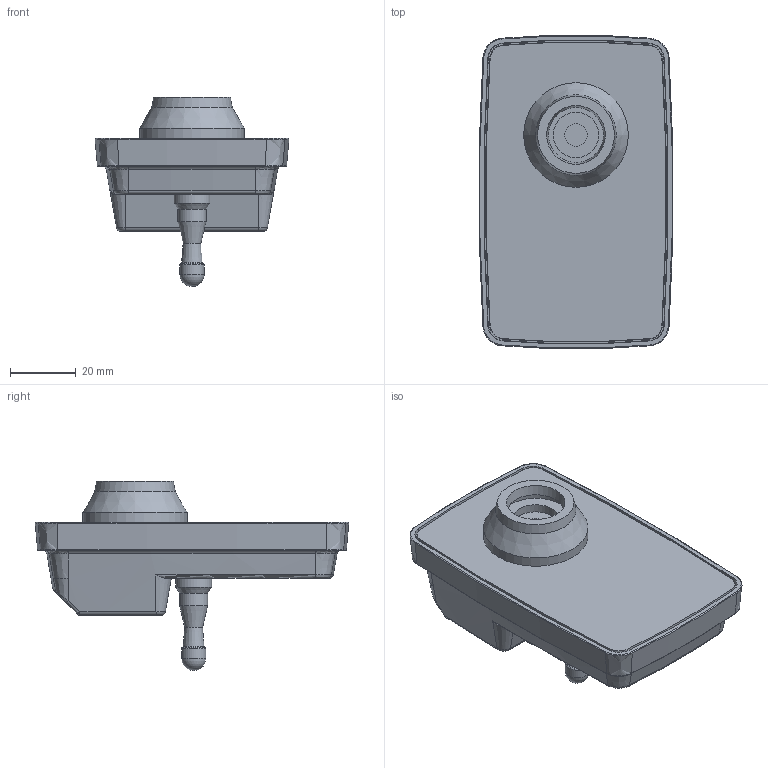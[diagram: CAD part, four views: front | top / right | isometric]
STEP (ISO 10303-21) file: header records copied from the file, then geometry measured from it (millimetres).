
FILE_DESCRIPTION(/* description */ (''),/* implementation_level */ '2;1');
FILE_NAME(/* name */ 'CS_Camera_M1013.ipt.step',/* time_stamp */ '2014-01-07T11:08:46-08:00',/* author */ ('Autodesk Inc.'),/* organization */ ('Autodesk Inc.'),/* preprocessor_version */ 'ST-DEVELOPER v15.2',/* originating_system */ 'Autodesk Inventor 2014',/* authorisation */ '');
FILE_SCHEMA (('AUTOMOTIVE_DESIGN { 1 0 10303 214 3 1 1 }'));
Length unit declared in the file: inch
Products named in the file (1): CS_Camera_M1013
Bounding box: 58.84 x 95.17 x 57.45 mm (x, y, z)
Volume: 105572.9 mm3; surface area: 18818.2 mm2
Topology: 1 solids, 1 shells, 107 faces, 244 edges, 145 vertices
Faces by surface type: bspline 37, cone 24, torus 21, plane 13, cylinder 9, sphere 3
Full cylindrical faces by diameter (mm): 6.906 x1, 7.355 x1, 8.534 x1, 10.919 x1, 13.811 x1, 20.717 x1, 31.75 x1
Entity records: 5331 total; most frequent: CARTESIAN_POINT 3151, ORIENTED_EDGE 444, DIRECTION 407, EDGE_CURVE 222, AXIS2_PLACEMENT_3D 190, VERTEX_POINT 141, EDGE_LOOP 131, CIRCLE 119
